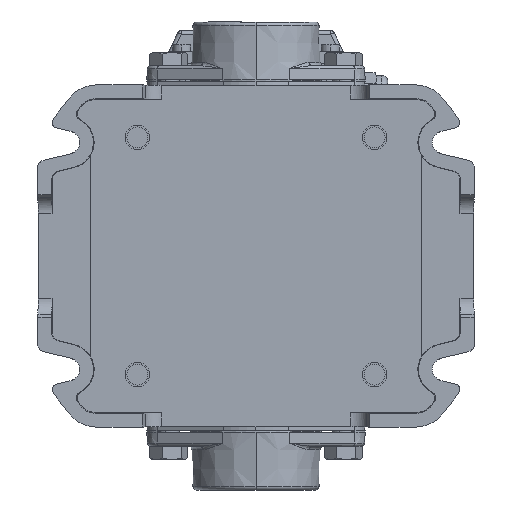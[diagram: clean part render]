
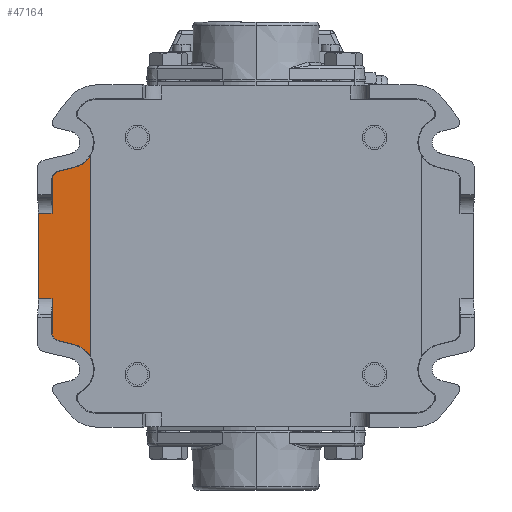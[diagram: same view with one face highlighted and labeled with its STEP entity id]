
A CAD part, front view. The second image highlights one B-rep face of the part: STEP entity #47164.
In plain terms, the highlighted planar face has unit normal (0, -1, 0).
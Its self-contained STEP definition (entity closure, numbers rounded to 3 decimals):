
#1254 = CARTESIAN_POINT ( 'NONE',  ( -43.619, 8., -116.791 ) ) ;
#1369 = CARTESIAN_POINT ( 'NONE',  ( -48.469, 8., -113.001 ) ) ;
#1840 = LINE ( 'NONE', #38339, #6849 ) ;
#1842 = CARTESIAN_POINT ( 'NONE',  ( 46.008, 8., -116.791 ) ) ;
#2093 = VERTEX_POINT ( 'NONE', #24096 ) ;
#3539 = VERTEX_POINT ( 'NONE', #28444 ) ;
#3980 = CARTESIAN_POINT ( 'NONE',  ( 0., 8., 0. ) ) ;
#4234 = CARTESIAN_POINT ( 'NONE',  ( -48.469, 8., -113.001 ) ) ;
#5564 = CARTESIAN_POINT ( 'NONE',  ( -46.008, 8., -116.791 ) ) ;
#6156 = CIRCLE ( 'NONE', #14914, 14.709 ) ;
#6181 = CARTESIAN_POINT ( 'NONE',  ( 24.608, 8., -116.791 ) ) ;
#6648 = VECTOR ( 'NONE', #40703, 1000. ) ;
#6849 = VECTOR ( 'NONE', #43850, 1000. ) ;
#7109 = CARTESIAN_POINT ( 'NONE',  ( 43.619, 8., -116.791 ) ) ;
#8150 = VECTOR ( 'NONE', #31719, 1000. ) ;
#8546 = CARTESIAN_POINT ( 'NONE',  ( -65., 8., -107.5 ) ) ;
#9056 = CARTESIAN_POINT ( 'NONE',  ( -50.727, 8., -103.941 ) ) ;
#9385 = CARTESIAN_POINT ( 'NONE',  ( 65., 8., -107.5 ) ) ;
#9872 = CARTESIAN_POINT ( 'NONE',  ( 24.608, 8., -116.791 ) ) ;
#11189 = CARTESIAN_POINT ( 'NONE',  ( 47.891, 8., -115.32 ) ) ;
#11483 = EDGE_CURVE ( 'NONE', #2093, #50035, #62844, .T. ) ;
#11508 = VERTEX_POINT ( 'NONE', #61814 ) ;
#11736 = CARTESIAN_POINT ( 'NONE',  ( -43.619, 8., -116.791 ) ) ;
#12055 = ORIENTED_EDGE ( 'NONE', *, *, #63911, .T. ) ;
#14914 = AXIS2_PLACEMENT_3D ( 'NONE', #9385, #19342, #46523 ) ;
#15065 = LINE ( 'NONE', #61530, #29761 ) ;
#15682 = DIRECTION ( 'NONE',  ( 0., 0., 1. ) ) ;
#16518 = CARTESIAN_POINT ( 'NONE',  ( -47.891, 8., -115.32 ) ) ;
#17050 = AXIS2_PLACEMENT_3D ( 'NONE', #8546, #43752, #46028 ) ;
#18399 = ORIENTED_EDGE ( 'NONE', *, *, #21522, .F. ) ;
#19342 = DIRECTION ( 'NONE',  ( 0., -1., 0. ) ) ;
#19893 = VECTOR ( 'NONE', #24362, 1000. ) ;
#20352 = ORIENTED_EDGE ( 'NONE', *, *, #63953, .T. ) ;
#20388 = LINE ( 'NONE', #9056, #6648 ) ;
#20482 = DIRECTION ( 'NONE',  ( 0., 0., 1. ) ) ;
#21522 = EDGE_CURVE ( 'NONE', #2093, #45832, #1840, .T. ) ;
#22033 = LINE ( 'NONE', #58851, #8150 ) ;
#24096 = CARTESIAN_POINT ( 'NONE',  ( 24.608, 8., -124.791 ) ) ;
#24362 = DIRECTION ( 'NONE',  ( 1., 0., 0. ) ) ;
#25303 = PLANE ( 'NONE',  #35198 ) ;
#25505 = VERTEX_POINT ( 'NONE', #33461 ) ;
#26541 = DIRECTION ( 'NONE',  ( -0.242, 0., -0.97 ) ) ;
#28444 = CARTESIAN_POINT ( 'NONE',  ( 50.727, 8., -103.941 ) ) ;
#29761 = VECTOR ( 'NONE', #51562, 1000. ) ;
#30850 = DIRECTION ( 'NONE',  ( 0., 0., -1. ) ) ;
#31719 = DIRECTION ( 'NONE',  ( 1., 0., 0. ) ) ;
#32224 =( BOUNDED_CURVE ( )  B_SPLINE_CURVE ( 3, ( #47987, #1842, #11189, #37989 ),
 .UNSPECIFIED., .F., .T. ) 
 B_SPLINE_CURVE_WITH_KNOTS ( ( 4, 4 ),
 ( 2.479, 3.805 ),
 .UNSPECIFIED. ) 
 CURVE ( )  GEOMETRIC_REPRESENTATION_ITEM ( )  RATIONAL_B_SPLINE_CURVE ( ( 1., 0.859, 0.859, 1. ) ) 
 REPRESENTATION_ITEM ( '' )  );
#32891 = VERTEX_POINT ( 'NONE', #7109 ) ;
#33174 = ORIENTED_EDGE ( 'NONE', *, *, #47817, .F. ) ;
#33461 = CARTESIAN_POINT ( 'NONE',  ( -24.608, 8., -116.791 ) ) ;
#34316 = ORIENTED_EDGE ( 'NONE', *, *, #41268, .T. ) ;
#34338 = VERTEX_POINT ( 'NONE', #39309 ) ;
#34369 = CARTESIAN_POINT ( 'NONE',  ( -58.463, 8., -95. ) ) ;
#35198 = AXIS2_PLACEMENT_3D ( 'NONE', #3980, #45609, #20482 ) ;
#35284 = VECTOR ( 'NONE', #30850, 1000. ) ;
#37612 = ORIENTED_EDGE ( 'NONE', *, *, #56663, .T. ) ;
#37962 = CIRCLE ( 'NONE', #17050, 14.709 ) ;
#37989 = CARTESIAN_POINT ( 'NONE',  ( 48.469, 8., -113.001 ) ) ;
#38302 = VERTEX_POINT ( 'NONE', #44165 ) ;
#38339 = CARTESIAN_POINT ( 'NONE',  ( 0., 8., -124.791 ) ) ;
#39309 = CARTESIAN_POINT ( 'NONE',  ( -57.246, 8., -95. ) ) ;
#40703 = DIRECTION ( 'NONE',  ( 0.242, 0., -0.97 ) ) ;
#41268 = EDGE_CURVE ( 'NONE', #53311, #25505, #15065, .T. ) ;
#41512 = LINE ( 'NONE', #62495, #35284 ) ;
#42301 = EDGE_CURVE ( 'NONE', #11508, #56917, #20388, .T. ) ;
#43743 = LINE ( 'NONE', #57870, #66266 ) ;
#43752 = DIRECTION ( 'NONE',  ( 0., 1., 0. ) ) ;
#43850 = DIRECTION ( 'NONE',  ( -1., 0., 0. ) ) ;
#44165 = CARTESIAN_POINT ( 'NONE',  ( 57.246, 8., -95. ) ) ;
#44267 = CARTESIAN_POINT ( 'NONE',  ( 48.469, 8., -113.001 ) ) ;
#45456 = EDGE_CURVE ( 'NONE', #3539, #52212, #43743, .T. ) ;
#45609 = DIRECTION ( 'NONE',  ( 0., 1., 0. ) ) ;
#45832 = VERTEX_POINT ( 'NONE', #54655 ) ;
#46028 = DIRECTION ( 'NONE',  ( 0., 0., 1. ) ) ;
#46283 =( BOUNDED_CURVE ( )  B_SPLINE_CURVE ( 3, ( #1369, #16518, #5564, #11736 ),
 .UNSPECIFIED., .F., .F. ) 
 B_SPLINE_CURVE_WITH_KNOTS ( ( 4, 4 ),
 ( 2.479, 3.805 ),
 .UNSPECIFIED. ) 
 CURVE ( )  GEOMETRIC_REPRESENTATION_ITEM ( )  RATIONAL_B_SPLINE_CURVE ( ( 1., 0.859, 0.859, 1. ) ) 
 REPRESENTATION_ITEM ( '' )  );
#46523 = DIRECTION ( 'NONE',  ( 0., 0., 1. ) ) ;
#46628 = ORIENTED_EDGE ( 'NONE', *, *, #42301, .T. ) ;
#46630 = FACE_OUTER_BOUND ( 'NONE', #61752, .T. ) ;
#47164 = ADVANCED_FACE ( 'NONE', ( #46630 ), #25303, .F. ) ;
#47817 = EDGE_CURVE ( 'NONE', #34338, #38302, #65308, .T. ) ;
#47987 = CARTESIAN_POINT ( 'NONE',  ( 43.619, 8., -116.791 ) ) ;
#50035 = VERTEX_POINT ( 'NONE', #6181 ) ;
#51562 = DIRECTION ( 'NONE',  ( 1., 0., 0. ) ) ;
#52212 = VERTEX_POINT ( 'NONE', #44267 ) ;
#53311 = VERTEX_POINT ( 'NONE', #1254 ) ;
#54655 = CARTESIAN_POINT ( 'NONE',  ( -24.608, 8., -124.791 ) ) ;
#54663 = VECTOR ( 'NONE', #15682, 1000. ) ;
#54739 = ORIENTED_EDGE ( 'NONE', *, *, #55806, .F. ) ;
#54763 = ORIENTED_EDGE ( 'NONE', *, *, #56011, .T. ) ;
#55806 = EDGE_CURVE ( 'NONE', #38302, #3539, #6156, .T. ) ;
#56011 = EDGE_CURVE ( 'NONE', #34338, #11508, #37962, .T. ) ;
#56663 = EDGE_CURVE ( 'NONE', #32891, #52212, #32224, .T. ) ;
#56917 = VERTEX_POINT ( 'NONE', #4234 ) ;
#57870 = CARTESIAN_POINT ( 'NONE',  ( 50.727, 8., -103.941 ) ) ;
#58851 = CARTESIAN_POINT ( 'NONE',  ( -47.687, 8., -116.791 ) ) ;
#59035 = ORIENTED_EDGE ( 'NONE', *, *, #11483, .T. ) ;
#59153 = EDGE_CURVE ( 'NONE', #25505, #45832, #41512, .T. ) ;
#60939 = ORIENTED_EDGE ( 'NONE', *, *, #59153, .T. ) ;
#61530 = CARTESIAN_POINT ( 'NONE',  ( -47.687, 8., -116.791 ) ) ;
#61752 = EDGE_LOOP ( 'NONE', ( #46628, #20352, #34316, #60939, #18399, #59035, #12055, #37612, #65830, #54739, #33174, #54763 ) ) ;
#61814 = CARTESIAN_POINT ( 'NONE',  ( -50.727, 8., -103.941 ) ) ;
#62495 = CARTESIAN_POINT ( 'NONE',  ( -24.608, 8., 0. ) ) ;
#62844 = LINE ( 'NONE', #9872, #54663 ) ;
#63911 = EDGE_CURVE ( 'NONE', #50035, #32891, #22033, .T. ) ;
#63953 = EDGE_CURVE ( 'NONE', #56917, #53311, #46283, .T. ) ;
#65308 = LINE ( 'NONE', #34369, #19893 ) ;
#65830 = ORIENTED_EDGE ( 'NONE', *, *, #45456, .F. ) ;
#66266 = VECTOR ( 'NONE', #26541, 1000. ) ;
